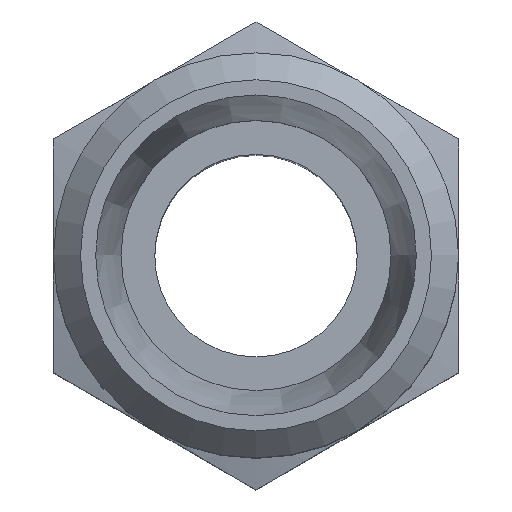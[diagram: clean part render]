
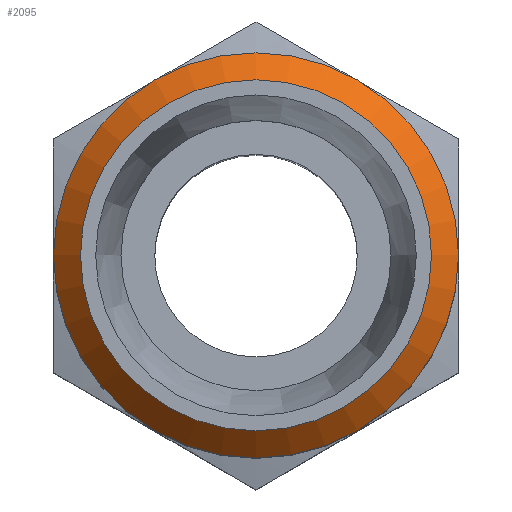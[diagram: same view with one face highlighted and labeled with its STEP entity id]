
A CAD part, top view. The second image highlights one B-rep face of the part: STEP entity #2095.
In plain terms, the highlighted conical face has half-angle 45 degrees and reference radius 5.6 mm.
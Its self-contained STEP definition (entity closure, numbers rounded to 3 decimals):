
#2061=CARTESIAN_POINT('',(0.561,11.911,23.2));
#2062=VERTEX_POINT('',#2061);
#2063=CARTESIAN_POINT('',(-5.439,11.911,23.2));
#2064=DIRECTION('',(0.0,0.0,1.0));
#2065=DIRECTION('',(-1.0,0.0,0.0));
#2066=AXIS2_PLACEMENT_3D('',#2063,#2064,#2065);
#2067=CIRCLE('',#2066,6.);
#2068=EDGE_CURVE('',#2062,#2062,#2067,.T.);
#2076=CARTESIAN_POINT('',(-5.439,11.911,23.6));
#2077=DIRECTION('',(0.0,0.0,-1.0));
#2078=DIRECTION('',(-1.0,0.0,0.0));
#2079=AXIS2_PLACEMENT_3D('',#2076,#2077,#2078);
#2080=CONICAL_SURFACE('',#2079,5.6,45.);
#2081=ORIENTED_EDGE('',*,*,#2068,.T.);
#2082=EDGE_LOOP('',(#2081));
#2083=FACE_OUTER_BOUND('',#2082,.T.);
#2084=CARTESIAN_POINT('',(-0.239,11.911,24.));
#2085=VERTEX_POINT('',#2084);
#2086=CARTESIAN_POINT('',(-5.439,11.911,24.));
#2087=DIRECTION('',(0.0,0.0,-1.0));
#2088=DIRECTION('',(-1.0,0.0,0.0));
#2089=AXIS2_PLACEMENT_3D('',#2086,#2087,#2088);
#2090=CIRCLE('',#2089,5.2);
#2091=EDGE_CURVE('',#2085,#2085,#2090,.T.);
#2092=ORIENTED_EDGE('',*,*,#2091,.T.);
#2093=EDGE_LOOP('',(#2092));
#2094=FACE_BOUND('',#2093,.T.);
#2095=ADVANCED_FACE('',(#2083,#2094),#2080,.T.);
